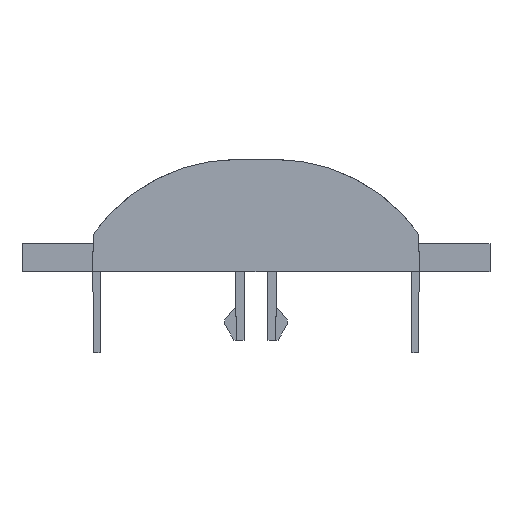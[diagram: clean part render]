
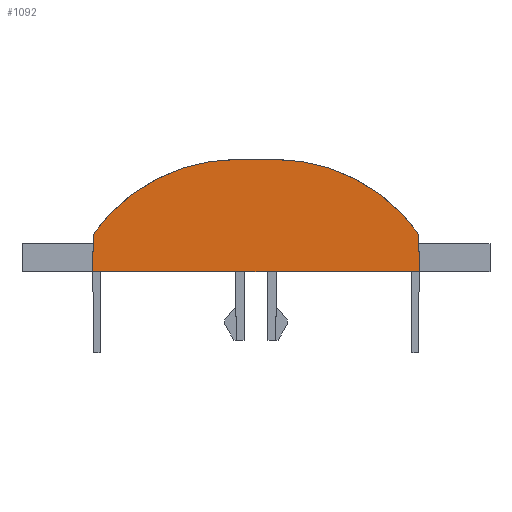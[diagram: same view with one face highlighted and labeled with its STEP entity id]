
A CAD part, front view. The second image highlights one B-rep face of the part: STEP entity #1092.
In plain terms, the highlighted planar face has unit normal (0, -1, 0.009).
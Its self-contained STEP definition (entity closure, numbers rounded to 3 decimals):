
#1054=AXIS2_PLACEMENT_3D('Plane Axis2P3D',#1051,#1052,#1053) ;
#620=CARTESIAN_POINT('Vertex',(26.098,0.052,6.)) ;
#623=CARTESIAN_POINT('Line Origine',(26.124,0.026,3.)) ;
#627=CARTESIAN_POINT('Vertex',(26.15,0.,0.)) ;
#770=CARTESIAN_POINT('Vertex',(2.86,0.157,18.)) ;
#776=CARTESIAN_POINT('Control Point',(26.098,0.052,6.)) ;
#777=CARTESIAN_POINT('Control Point',(22.952,0.091,10.431)) ;
#778=CARTESIAN_POINT('Control Point',(18.75,0.123,14.112)) ;
#779=CARTESIAN_POINT('Control Point',(13.728,0.146,16.705)) ;
#780=CARTESIAN_POINT('Control Point',(8.294,0.157,18.)) ;
#781=CARTESIAN_POINT('Control Point',(2.86,0.157,18.)) ;
#1051=CARTESIAN_POINT('Axis2P3D Location',(13.075,0.,0.)) ;
#1057=CARTESIAN_POINT('Control Point',(-26.098,0.052,6.)) ;
#1058=CARTESIAN_POINT('Control Point',(-22.952,0.091,10.431)) ;
#1059=CARTESIAN_POINT('Control Point',(-18.75,0.123,14.112)) ;
#1060=CARTESIAN_POINT('Control Point',(-13.728,0.146,16.705)) ;
#1061=CARTESIAN_POINT('Control Point',(-8.294,0.157,18.)) ;
#1062=CARTESIAN_POINT('Control Point',(-2.86,0.157,18.)) ;
#1063=CARTESIAN_POINT('Vertex',(-2.86,0.157,18.)) ;
#1065=CARTESIAN_POINT('Vertex',(-26.098,0.052,6.)) ;
#1069=CARTESIAN_POINT('Control Point',(-26.15,0.,0.)) ;
#1070=CARTESIAN_POINT('Control Point',(-26.098,0.052,6.)) ;
#1071=CARTESIAN_POINT('Vertex',(-26.15,0.,0.)) ;
#1074=CARTESIAN_POINT('Line Origine',(13.075,0.,0.)) ;
#1079=CARTESIAN_POINT('Line Origine',(13.075,0.157,18.)) ;
#624=DIRECTION('Vector Direction',(-0.009,0.009,1.)) ;
#1052=DIRECTION('Axis2P3D Direction',(0.,-1.,0.009)) ;
#1053=DIRECTION('Axis2P3D XDirection',(-1.,0.,0.)) ;
#1075=DIRECTION('Vector Direction',(-1.,0.,0.)) ;
#1080=DIRECTION('Vector Direction',(-1.,0.,0.)) ;
#625=VECTOR('Line Direction',#624,1.) ;
#1076=VECTOR('Line Direction',#1075,1.) ;
#1081=VECTOR('Line Direction',#1080,1.) ;
#1085=ORIENTED_EDGE('',*,*,#1067,.T.) ;
#1086=ORIENTED_EDGE('',*,*,#1073,.T.) ;
#1087=ORIENTED_EDGE('',*,*,#1078,.T.) ;
#1088=ORIENTED_EDGE('',*,*,#629,.F.) ;
#1089=ORIENTED_EDGE('',*,*,#782,.F.) ;
#1090=ORIENTED_EDGE('',*,*,#1083,.T.) ;
#1092=ADVANCED_FACE('Hauptkoerper nicht benutzen',(#1091),#1055,.T.) ;
#775=B_SPLINE_CURVE_WITH_KNOTS('',5,(#776,#777,#778,#779,#780,#781),.UNSPECIFIED.,.F.,.U.,(6,6),(0.,38.425),.UNSPECIFIED.) ;
#1056=B_SPLINE_CURVE_WITH_KNOTS('',5,(#1057,#1058,#1059,#1060,#1061,#1062),.UNSPECIFIED.,.F.,.U.,(6,6),(0.,38.425),.UNSPECIFIED.) ;
#1068=B_SPLINE_CURVE_WITH_KNOTS('',1,(#1069,#1070),.UNSPECIFIED.,.F.,.U.,(2,2),(-3.,3.),.UNSPECIFIED.) ;
#629=EDGE_CURVE('',#621,#628,#626,.F.) ;
#782=EDGE_CURVE('',#771,#621,#775,.F.) ;
#1067=EDGE_CURVE('',#1064,#1066,#1056,.F.) ;
#1073=EDGE_CURVE('',#1066,#1072,#1068,.F.) ;
#1078=EDGE_CURVE('',#1072,#628,#1077,.F.) ;
#1083=EDGE_CURVE('',#771,#1064,#1082,.T.) ;
#1084=EDGE_LOOP('',(#1085,#1086,#1087,#1088,#1089,#1090)) ;
#1091=FACE_OUTER_BOUND('',#1084,.T.) ;
#626=LINE('Line',#623,#625) ;
#1077=LINE('Line',#1074,#1076) ;
#1082=LINE('Line',#1079,#1081) ;
#1055=PLANE('Plane',#1054) ;
#621=VERTEX_POINT('',#620) ;
#628=VERTEX_POINT('',#627) ;
#771=VERTEX_POINT('',#770) ;
#1064=VERTEX_POINT('',#1063) ;
#1066=VERTEX_POINT('',#1065) ;
#1072=VERTEX_POINT('',#1071) ;
